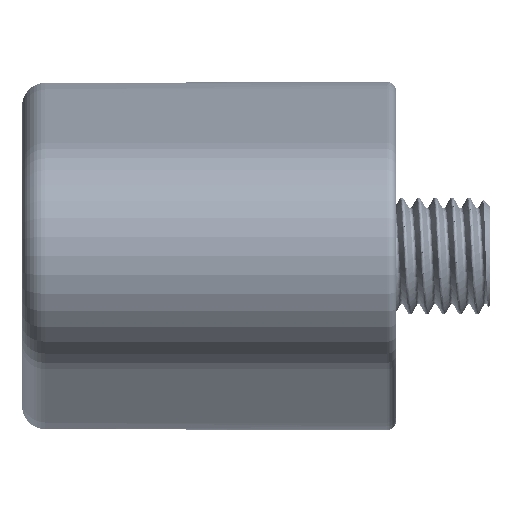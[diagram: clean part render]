
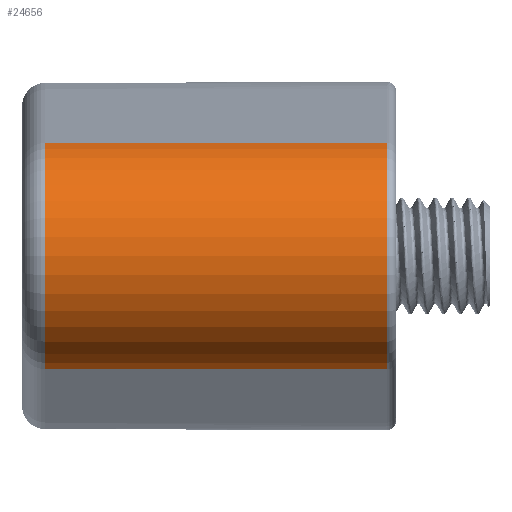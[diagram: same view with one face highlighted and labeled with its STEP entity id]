
A CAD part, left-side view. The second image highlights one B-rep face of the part: STEP entity #24656.
In plain terms, the highlighted cylindrical face has radius 6.35 mm (diameter 12.7 mm), a partial arc.
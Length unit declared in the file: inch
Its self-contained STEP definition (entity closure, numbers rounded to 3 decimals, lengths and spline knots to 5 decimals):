
#2146=LINE('',#33922,#2606);
#2148=LINE('',#33926,#2608);
#2606=VECTOR('',#28626,0.3937);
#2608=VECTOR('',#28630,0.3937);
#3053=CYLINDRICAL_SURFACE('',#26177,0.25);
#5407=FACE_OUTER_BOUND('',#6614,.T.);
#6614=EDGE_LOOP('',(#16388,#16389,#16390,#16391));
#7949=CIRCLE('',#26171,0.25);
#7952=CIRCLE('',#26178,0.25);
#9566=VERTEX_POINT('',#33899);
#9568=VERTEX_POINT('',#33908);
#9571=VERTEX_POINT('',#33921);
#9572=VERTEX_POINT('',#33925);
#12202=EDGE_CURVE('',#9566,#9568,#7949,.T.);
#12207=EDGE_CURVE('',#9571,#9568,#2146,.T.);
#12209=EDGE_CURVE('',#9572,#9566,#2148,.T.);
#12210=EDGE_CURVE('',#9571,#9572,#7952,.T.);
#16388=ORIENTED_EDGE('',*,*,#12202,.F.);
#16389=ORIENTED_EDGE('',*,*,#12209,.F.);
#16390=ORIENTED_EDGE('',*,*,#12210,.F.);
#16391=ORIENTED_EDGE('',*,*,#12207,.T.);
#24656=ADVANCED_FACE('',(#5407),#3053,.T.);
#26171=AXIS2_PLACEMENT_3D('',#33912,#28612,#28613);
#26177=AXIS2_PLACEMENT_3D('',#33924,#28628,#28629);
#26178=AXIS2_PLACEMENT_3D('',#33927,#28631,#28632);
#28612=DIRECTION('center_axis',(0.,0.,-1.));
#28613=DIRECTION('ref_axis',(-1.,0.,0.));
#28626=DIRECTION('',(0.,0.,-1.));
#28628=DIRECTION('center_axis',(0.,0.,-1.));
#28629=DIRECTION('ref_axis',(-0.254,0.967,0.));
#28630=DIRECTION('',(0.,0.,-1.));
#28631=DIRECTION('center_axis',(0.,0.,1.));
#28632=DIRECTION('ref_axis',(-1.,0.,0.));
#33899=CARTESIAN_POINT('',(-1.47136,-0.02645,-0.005));
#33908=CARTESIAN_POINT('',(-1.47136,0.45722,-0.005));
#33912=CARTESIAN_POINT('Origin',(-1.40797,0.21539,-0.005));
#33921=CARTESIAN_POINT('',(-1.47136,0.45722,0.725));
#33922=CARTESIAN_POINT('',(-1.47136,0.45722,0.775));
#33924=CARTESIAN_POINT('Origin',(-1.40797,0.21539,0.775));
#33925=CARTESIAN_POINT('',(-1.47136,-0.02645,0.725));
#33926=CARTESIAN_POINT('',(-1.47136,-0.02645,0.775));
#33927=CARTESIAN_POINT('Origin',(-1.40797,0.21539,0.725));
